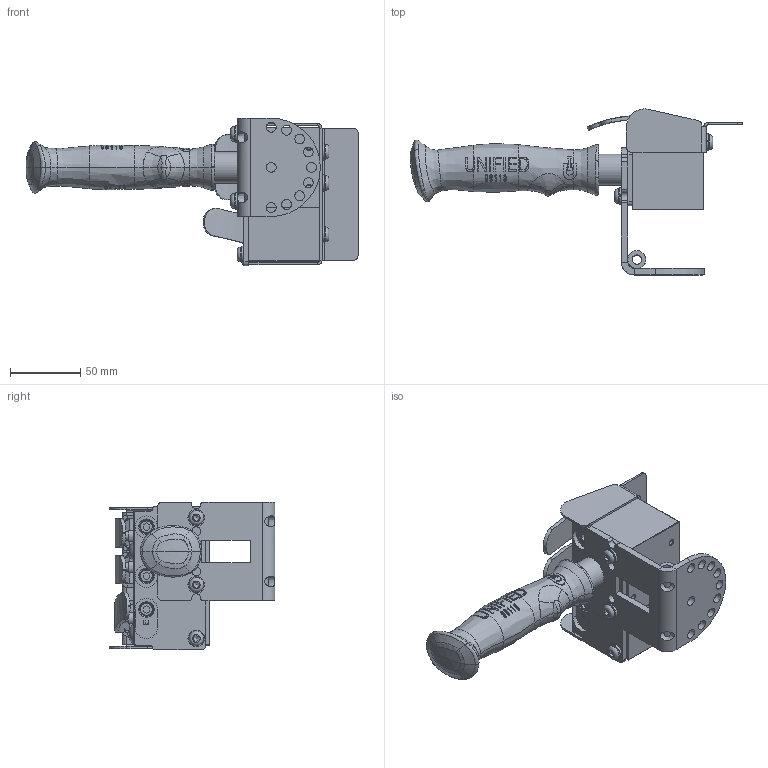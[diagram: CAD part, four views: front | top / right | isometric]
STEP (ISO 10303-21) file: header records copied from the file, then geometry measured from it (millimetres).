
FILE_DESCRIPTION(/* description */ (''),/* implementation_level */ '2;1');
FILE_NAME(/* name */ '79681.stp',/* time_stamp */ '2020-12-02T07:50:47-05:00',/* author */ ('mnhhw'),/* organization */ (''),/* preprocessor_version */ 'ST-DEVELOPER v17',/* originating_system */ 'Autodesk Inventor 2019',/* authorisation */ '');
FILE_SCHEMA (('AUTOMOTIVE_DESIGN { 1 0 10303 214 3 1 1 }'));
Products named in the file (1): 79681
Bounding box: 236.01 x 117.98 x 104.87 mm (x, y, z)
Volume: 208072.2 mm3; surface area: 138913.4 mm2
Topology: 26 solids, 39 shells, 1222 faces, 3516 edges, 2387 vertices
Faces by surface type: plane 575, bspline 331, cylinder 211, cone 83, torus 20, sphere 2
Full cylindrical faces by diameter (mm): 3.3 x4, 4.762 x4, 4.953 x6, 5 x7, 6 x6, 6.172 x3, 6.35 x10, 6.381 x2, 6.604 x2, 6.985 x10, 9.133 x3, 10.5 x6, 12.7 x2, 14.224 x3, 14.351 x3, 14.55 x2, 15.875 x3, 18.796 x3, 19.05 x3, 22.225 x1, 22.479 x1
Entity records: 83662 total; most frequent: CARTESIAN_POINT 53112, ORIENTED_EDGE 6813, DIRECTION 5240, EDGE_CURVE 3510, VERTEX_POINT 2387, AXIS2_PLACEMENT_3D 1881, LINE 1478, VECTOR 1478
